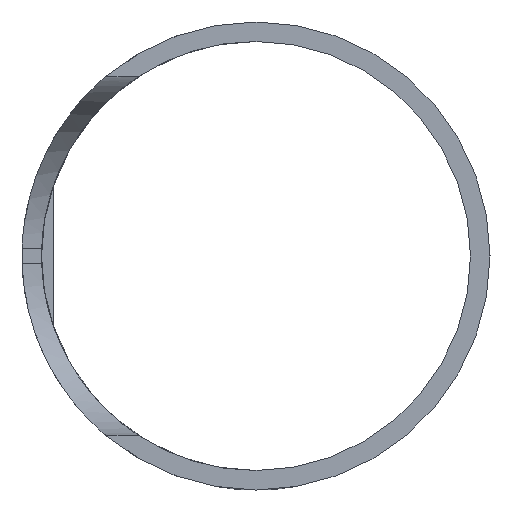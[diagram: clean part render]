
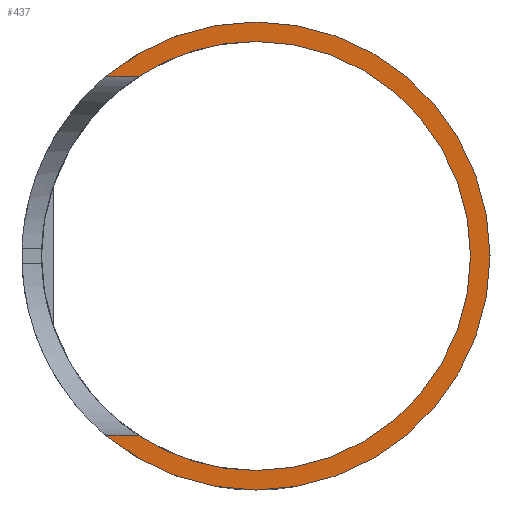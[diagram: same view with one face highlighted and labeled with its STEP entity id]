
A CAD part, left-side view. The second image highlights one B-rep face of the part: STEP entity #437.
In plain terms, the highlighted planar face has unit normal (-1, 0, 0).
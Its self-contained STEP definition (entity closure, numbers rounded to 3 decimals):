
#19 = DIRECTION ( 'NONE',  ( 1., 0., 0. ) ) ;
#35 = CARTESIAN_POINT ( 'NONE',  ( 0., 0., 30. ) ) ;
#65 = ORIENTED_EDGE ( 'NONE', *, *, #844, .F. ) ;
#74 = CARTESIAN_POINT ( 'NONE',  ( 0., 0., -23. ) ) ;
#77 = DIRECTION ( 'NONE',  ( 1., 0., 0. ) ) ;
#78 = LINE ( 'NONE', #74, #605 ) ;
#97 = CARTESIAN_POINT ( 'NONE',  ( 0., 0., -27.5 ) ) ;
#146 = DIRECTION ( 'NONE',  ( 1., 0., 0. ) ) ;
#149 = DIRECTION ( 'NONE',  ( 1., 0., 0. ) ) ;
#177 = EDGE_CURVE ( 'NONE', #321, #300, #78, .T. ) ;
#196 = VECTOR ( 'NONE', #909, 1000. ) ;
#209 = AXIS2_PLACEMENT_3D ( 'NONE', #673, #146, #1016 ) ;
#239 = EDGE_CURVE ( 'NONE', #252, #321, #367, .T. ) ;
#252 = VERTEX_POINT ( 'NONE', #525 ) ;
#281 = PLANE ( 'NONE',  #870 ) ;
#282 = AXIS2_PLACEMENT_3D ( 'NONE', #538, #889, #622 ) ;
#284 = ORIENTED_EDGE ( 'NONE', *, *, #239, .F. ) ;
#300 = VERTEX_POINT ( 'NONE', #1102 ) ;
#321 = VERTEX_POINT ( 'NONE', #644 ) ;
#325 = CARTESIAN_POINT ( 'NONE',  ( 0., 0., 27.5 ) ) ;
#327 = DIRECTION ( 'NONE',  ( 0., 0., -1. ) ) ;
#366 = EDGE_CURVE ( 'NONE', #911, #868, #694, .T. ) ;
#367 = CIRCLE ( 'NONE', #209, 30. ) ;
#384 = EDGE_LOOP ( 'NONE', ( #912, #1042, #1128, #436, #767, #284, #507, #65 ) ) ;
#418 = DIRECTION ( 'NONE',  ( 0., 0., -1. ) ) ;
#430 = DIRECTION ( 'NONE',  ( 0., 0., -1. ) ) ;
#436 = ORIENTED_EDGE ( 'NONE', *, *, #515, .T. ) ;
#437 = ADVANCED_FACE ( 'NONE', ( #573 ), #281, .F. ) ;
#466 = CARTESIAN_POINT ( 'NONE',  ( 0., 15.075, 23. ) ) ;
#507 = ORIENTED_EDGE ( 'NONE', *, *, #1086, .F. ) ;
#512 = CARTESIAN_POINT ( 'NONE',  ( 0., 0., 0. ) ) ;
#515 = EDGE_CURVE ( 'NONE', #867, #300, #766, .T. ) ;
#525 = CARTESIAN_POINT ( 'NONE',  ( 0., 0., -30. ) ) ;
#538 = CARTESIAN_POINT ( 'NONE',  ( 0., 0., 0. ) ) ;
#566 = AXIS2_PLACEMENT_3D ( 'NONE', #699, #77, #964 ) ;
#570 = CIRCLE ( 'NONE', #628, 30. ) ;
#573 = FACE_OUTER_BOUND ( 'NONE', #384, .T. ) ;
#579 = VERTEX_POINT ( 'NONE', #325 ) ;
#605 = VECTOR ( 'NONE', #785, 1000. ) ;
#609 = CARTESIAN_POINT ( 'NONE',  ( 0., 0., 0. ) ) ;
#622 = DIRECTION ( 'NONE',  ( 0., 0., -1. ) ) ;
#628 = AXIS2_PLACEMENT_3D ( 'NONE', #817, #19, #726 ) ;
#644 = CARTESIAN_POINT ( 'NONE',  ( 0., 19.261, -23. ) ) ;
#646 = CIRCLE ( 'NONE', #282, 27.5 ) ;
#673 = CARTESIAN_POINT ( 'NONE',  ( 0., 0., 0. ) ) ;
#694 = LINE ( 'NONE', #818, #196 ) ;
#699 = CARTESIAN_POINT ( 'NONE',  ( 0., 0., 0. ) ) ;
#726 = DIRECTION ( 'NONE',  ( 0., 0., -1. ) ) ;
#766 = CIRCLE ( 'NONE', #943, 27.5 ) ;
#767 = ORIENTED_EDGE ( 'NONE', *, *, #177, .F. ) ;
#785 = DIRECTION ( 'NONE',  ( 0., -1., 0. ) ) ;
#789 = VERTEX_POINT ( 'NONE', #35 ) ;
#817 = CARTESIAN_POINT ( 'NONE',  ( 0., 0., 0. ) ) ;
#818 = CARTESIAN_POINT ( 'NONE',  ( 0., 0., 23. ) ) ;
#838 = EDGE_CURVE ( 'NONE', #579, #867, #1027, .T. ) ;
#844 = EDGE_CURVE ( 'NONE', #868, #789, #854, .T. ) ;
#854 = CIRCLE ( 'NONE', #566, 30. ) ;
#867 = VERTEX_POINT ( 'NONE', #97 ) ;
#868 = VERTEX_POINT ( 'NONE', #885 ) ;
#870 = AXIS2_PLACEMENT_3D ( 'NONE', #512, #1035, #327 ) ;
#871 = DIRECTION ( 'NONE',  ( 1., 0., 0. ) ) ;
#879 = EDGE_CURVE ( 'NONE', #911, #579, #646, .T. ) ;
#885 = CARTESIAN_POINT ( 'NONE',  ( 0., 19.261, 23. ) ) ;
#889 = DIRECTION ( 'NONE',  ( 1., 0., 0. ) ) ;
#909 = DIRECTION ( 'NONE',  ( 0., 1., 0. ) ) ;
#911 = VERTEX_POINT ( 'NONE', #466 ) ;
#912 = ORIENTED_EDGE ( 'NONE', *, *, #366, .F. ) ;
#931 = CARTESIAN_POINT ( 'NONE',  ( 0., 0., 0. ) ) ;
#943 = AXIS2_PLACEMENT_3D ( 'NONE', #931, #149, #418 ) ;
#964 = DIRECTION ( 'NONE',  ( 0., 0., -1. ) ) ;
#1016 = DIRECTION ( 'NONE',  ( 0., 0., -1. ) ) ;
#1027 = CIRCLE ( 'NONE', #1106, 27.5 ) ;
#1035 = DIRECTION ( 'NONE',  ( 1., 0., 0. ) ) ;
#1042 = ORIENTED_EDGE ( 'NONE', *, *, #879, .T. ) ;
#1086 = EDGE_CURVE ( 'NONE', #789, #252, #570, .T. ) ;
#1102 = CARTESIAN_POINT ( 'NONE',  ( 0., 15.075, -23. ) ) ;
#1106 = AXIS2_PLACEMENT_3D ( 'NONE', #609, #871, #430 ) ;
#1128 = ORIENTED_EDGE ( 'NONE', *, *, #838, .T. ) ;
